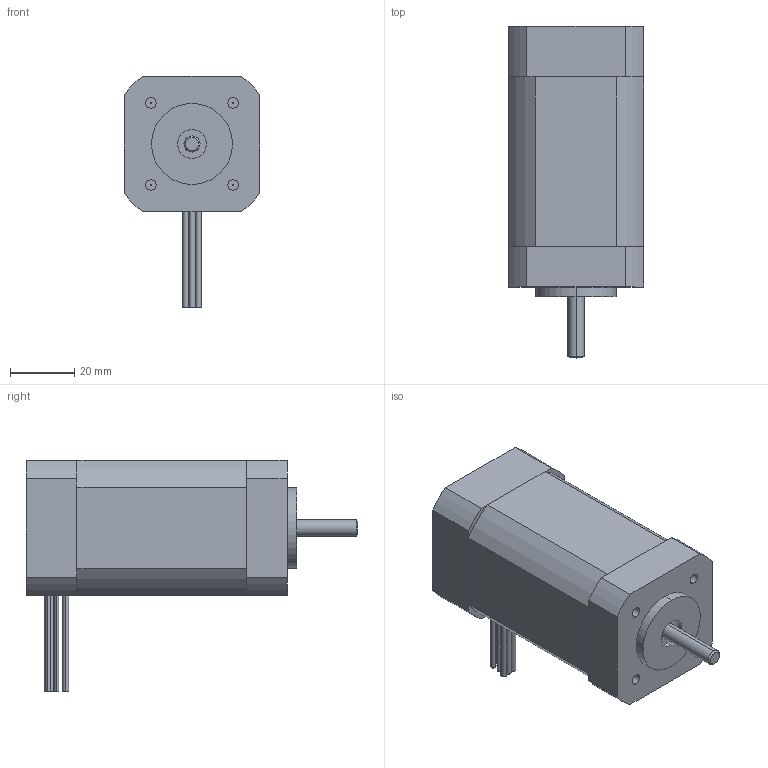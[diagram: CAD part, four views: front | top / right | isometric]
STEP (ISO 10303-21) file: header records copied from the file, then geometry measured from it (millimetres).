
FILE_DESCRIPTION (( 'STEP AP214' ), '1' );
FILE_NAME ('Nema17-81.STEP', '2018-11-13T13:58:50', ( '' ), ( '' ), 'SwSTEP 2.0', 'SolidWorks 2016', '' );
FILE_SCHEMA (( 'AUTOMOTIVE_DESIGN' ));
Length unit declared in the file: millimetre
Products named in the file (2): Nema17-81
Bounding box: 42 x 103 x 71.8 mm (x, y, z)
Volume: 136240.3 mm3; surface area: 22353.4 mm2
Topology: 3 solids, 5 shells, 124 faces, 270 edges, 166 vertices
Faces by surface type: cylinder 58, plane 50, cone 16
Entity records: 4002 total; most frequent: DIRECTION 638, CARTESIAN_POINT 550, ORIENTED_EDGE 516, EDGE_CURVE 258, AXIS2_PLACEMENT_3D 254, VERTEX_POINT 166, EDGE_LOOP 150, VECTOR 130
